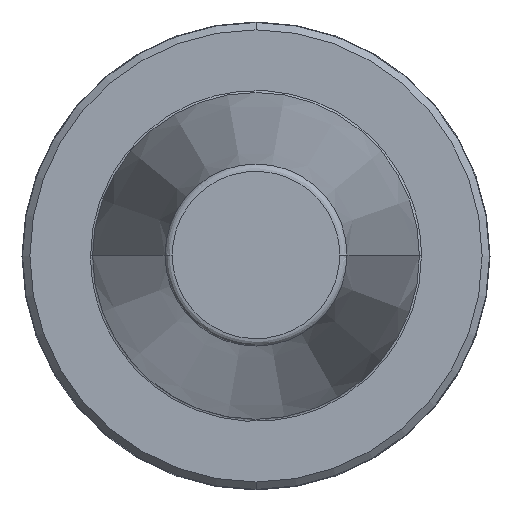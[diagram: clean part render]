
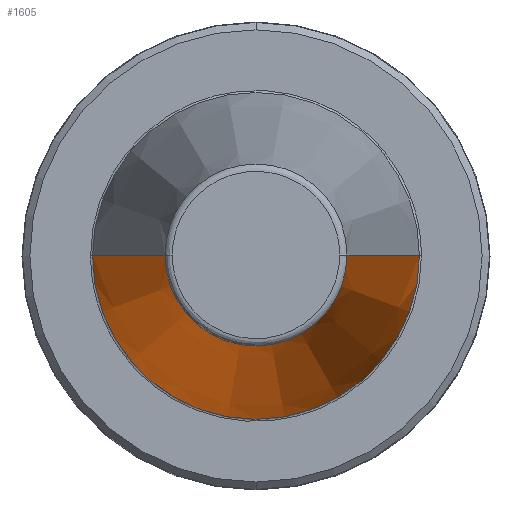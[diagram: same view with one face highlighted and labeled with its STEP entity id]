
A CAD part, top view. The second image highlights one B-rep face of the part: STEP entity #1605.
In plain terms, the highlighted conical face has half-angle 8.297 degrees and reference radius 22.225 mm.
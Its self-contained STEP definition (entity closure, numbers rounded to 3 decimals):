
#37 = CIRCLE ( 'NONE', #645, 22.225 ) ;
#346 = CARTESIAN_POINT ( 'NONE',  ( 82.299, 93.686, 163.308 ) ) ;
#450 = AXIS2_PLACEMENT_3D ( 'NONE', #346, #2240, #2667 ) ;
#537 = ORIENTED_EDGE ( 'NONE', *, *, #1378, .T. ) ;
#542 = VERTEX_POINT ( 'NONE', #654 ) ;
#598 = EDGE_CURVE ( 'NONE', #3002, #2787, #2395, .T. ) ;
#645 = AXIS2_PLACEMENT_3D ( 'NONE', #1035, #2825, #1303 ) ;
#654 = CARTESIAN_POINT ( 'NONE',  ( 69.924, 93.686, 163.308 ) ) ;
#847 = CARTESIAN_POINT ( 'NONE',  ( 82.299, 93.686, 95.764 ) ) ;
#1035 = CARTESIAN_POINT ( 'NONE',  ( 82.299, 93.686, 95.764 ) ) ;
#1155 = AXIS2_PLACEMENT_3D ( 'NONE', #847, #3225, #1167 ) ;
#1167 = DIRECTION ( 'NONE',  ( -1., 0., 0. ) ) ;
#1181 = DIRECTION ( 'NONE',  ( 0.144, 0., -0.99 ) ) ;
#1183 = CONICAL_SURFACE ( 'NONE', #1155, 22.225, 0.145 ) ;
#1202 = CARTESIAN_POINT ( 'NONE',  ( 60.074, 93.686, 95.764 ) ) ;
#1230 = FACE_OUTER_BOUND ( 'NONE', #3273, .T. ) ;
#1303 = DIRECTION ( 'NONE',  ( -1., 0., 0. ) ) ;
#1360 = CIRCLE ( 'NONE', #450, 12.375 ) ;
#1378 = EDGE_CURVE ( 'NONE', #3002, #542, #1360, .T. ) ;
#1532 = VECTOR ( 'NONE', #2396, 1000. ) ;
#1605 = ADVANCED_FACE ( 'NONE', ( #1230 ), #1183, .T. ) ;
#1835 = CARTESIAN_POINT ( 'NONE',  ( 104.524, 93.686, 95.764 ) ) ;
#2023 = ORIENTED_EDGE ( 'NONE', *, *, #3194, .T. ) ;
#2054 = CARTESIAN_POINT ( 'NONE',  ( 94.673, 93.686, 163.308 ) ) ;
#2227 = VERTEX_POINT ( 'NONE', #1202 ) ;
#2240 = DIRECTION ( 'NONE',  ( 0., 0., -1. ) ) ;
#2357 = VECTOR ( 'NONE', #1181, 1000. ) ;
#2395 = LINE ( 'NONE', #1835, #2357 ) ;
#2396 = DIRECTION ( 'NONE',  ( -0.144, 0., -0.99 ) ) ;
#2632 = ORIENTED_EDGE ( 'NONE', *, *, #598, .F. ) ;
#2634 = CARTESIAN_POINT ( 'NONE',  ( 60.074, 93.686, 95.764 ) ) ;
#2667 = DIRECTION ( 'NONE',  ( -1., 0., 0. ) ) ;
#2787 = VERTEX_POINT ( 'NONE', #3303 ) ;
#2808 = LINE ( 'NONE', #2634, #1532 ) ;
#2825 = DIRECTION ( 'NONE',  ( 0., 0., 1. ) ) ;
#2858 = ORIENTED_EDGE ( 'NONE', *, *, #2860, .T. ) ;
#2860 = EDGE_CURVE ( 'NONE', #2227, #2787, #37, .T. ) ;
#3002 = VERTEX_POINT ( 'NONE', #2054 ) ;
#3194 = EDGE_CURVE ( 'NONE', #542, #2227, #2808, .T. ) ;
#3225 = DIRECTION ( 'NONE',  ( 0., 0., -1. ) ) ;
#3273 = EDGE_LOOP ( 'NONE', ( #2632, #537, #2023, #2858 ) ) ;
#3303 = CARTESIAN_POINT ( 'NONE',  ( 104.524, 93.686, 95.764 ) ) ;
